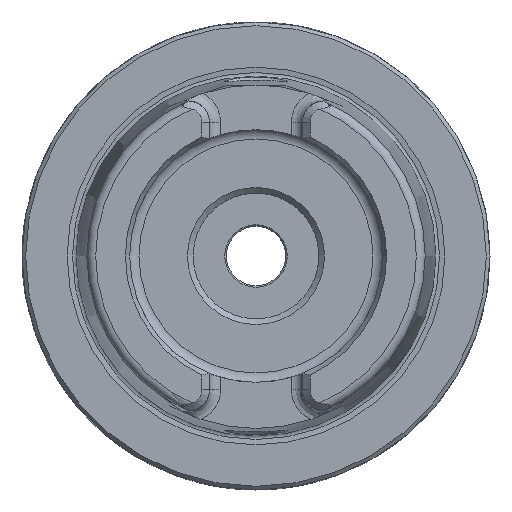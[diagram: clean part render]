
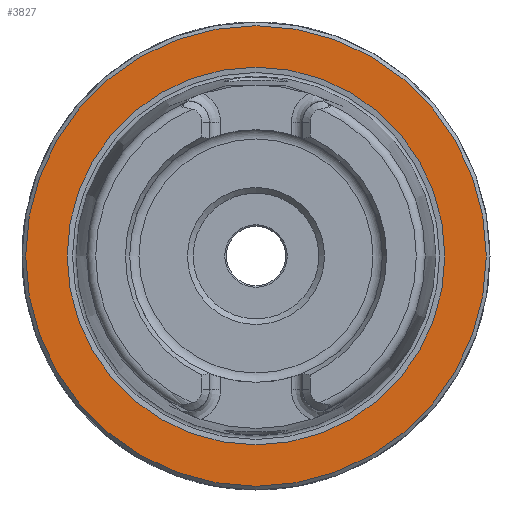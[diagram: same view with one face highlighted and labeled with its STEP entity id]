
A CAD part, left-side view. The second image highlights one B-rep face of the part: STEP entity #3827.
In plain terms, the highlighted planar face has unit normal (-1, 0, 0).
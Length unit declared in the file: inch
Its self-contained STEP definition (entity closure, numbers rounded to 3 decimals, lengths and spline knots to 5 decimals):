
#3793=CARTESIAN_POINT('',(0.0,31.,0.));
#3794=VERTEX_POINT('',#3793);
#3795=CARTESIAN_POINT('',(0.0,0.0,0.0));
#3796=DIRECTION('',(1.0,0.0,0.0));
#3797=DIRECTION('',(0.0,-1.0,0.0));
#3798=AXIS2_PLACEMENT_3D('',#3795,#3796,#3797);
#3799=CIRCLE('',#3798,31.);
#3800=EDGE_CURVE('',#3794,#3794,#3799,.T.);
#3808=CARTESIAN_POINT('',(0.0,15.75,0.0));
#3809=DIRECTION('',(-1.0,0.0,0.0));
#3810=DIRECTION('',(0.0,0.0,1.0));
#3811=AXIS2_PLACEMENT_3D('',#3808,#3809,#3810);
#3812=PLANE('',#3811);
#3813=ORIENTED_EDGE('',*,*,#3800,.F.);
#3814=EDGE_LOOP('',(#3813));
#3815=FACE_OUTER_BOUND('',#3814,.T.);
#3816=CARTESIAN_POINT('',(0.0,25.42043,0.0));
#3817=VERTEX_POINT('',#3816);
#3818=CARTESIAN_POINT('',(0.0,0.0,0.0));
#3819=DIRECTION('',(1.0,0.0,0.0));
#3820=DIRECTION('',(0.0,1.0,0.0));
#3821=AXIS2_PLACEMENT_3D('',#3818,#3819,#3820);
#3822=CIRCLE('',#3821,25.42043);
#3823=EDGE_CURVE('',#3817,#3817,#3822,.T.);
#3824=ORIENTED_EDGE('',*,*,#3823,.T.);
#3825=EDGE_LOOP('',(#3824));
#3826=FACE_BOUND('',#3825,.T.);
#3827=ADVANCED_FACE('',(#3815,#3826),#3812,.T.);
